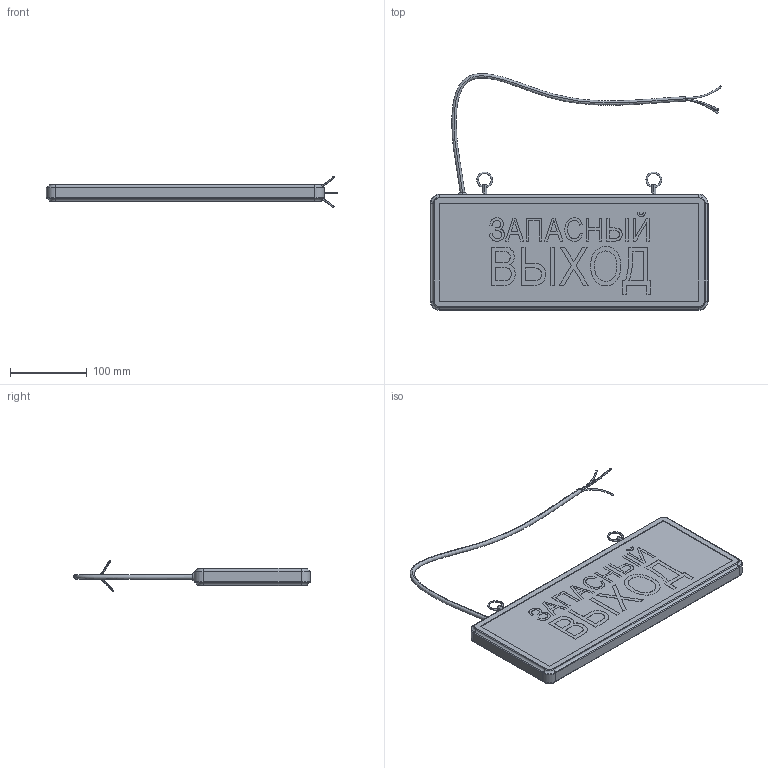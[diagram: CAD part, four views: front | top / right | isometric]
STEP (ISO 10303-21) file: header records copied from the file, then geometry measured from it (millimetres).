
FILE_DESCRIPTION (( 'STEP AP214' ), '1' );
FILE_NAME ('LSSA0-1002-003-K03 ÑÑÀ1002 Ñâåòèëüíèê àâàðèéíûé íà ñâåòîäèîäàõ, 1,5÷., 3Âò, îäíîñòîð., Çàïàñíûé âûõîä.STEP', '2017-09-13T12:13:25', ( '' ), ( '' ), 'SwSTEP 2.0', 'SolidWorks 2014', '' );
FILE_SCHEMA (( 'AUTOMOTIVE_DESIGN' ));
Length unit declared in the file: millimetre
Products named in the file (1): LSSA0-1002-003-K03 ÑÑÀ1002 Ñâåòèëüíèê àâàðèéíûé íà ñâåòîäèîäàõ, 1,5÷., 3Âò, îäíîñòîð., Çàïàñíûé âûõîä
Bounding box: 380.59 x 309.5 x 41.12 mm (x, y, z)
Volume: 1165425.8 mm3; surface area: 141821.7 mm2
Topology: 1 solids, 1 shells, 331 faces, 842 edges, 540 vertices
Faces by surface type: plane 174, bspline 71, cylinder 48, torus 38
Entity records: 14090 total; most frequent: CARTESIAN_POINT 6437, ORIENTED_EDGE 1684, DIRECTION 1368, EDGE_CURVE 842, VERTEX_POINT 540, VECTOR 522, LINE 522, AXIS2_PLACEMENT_3D 423
